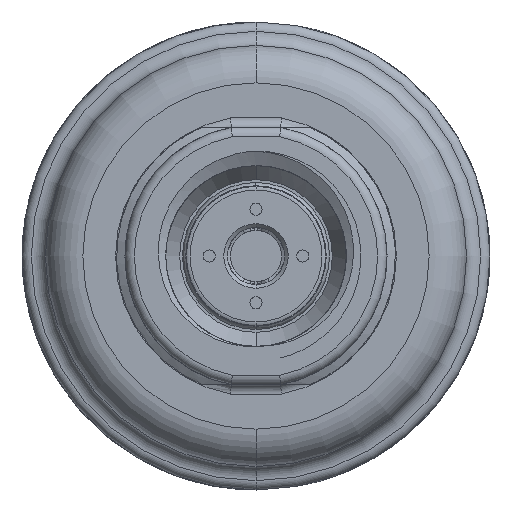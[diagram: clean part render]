
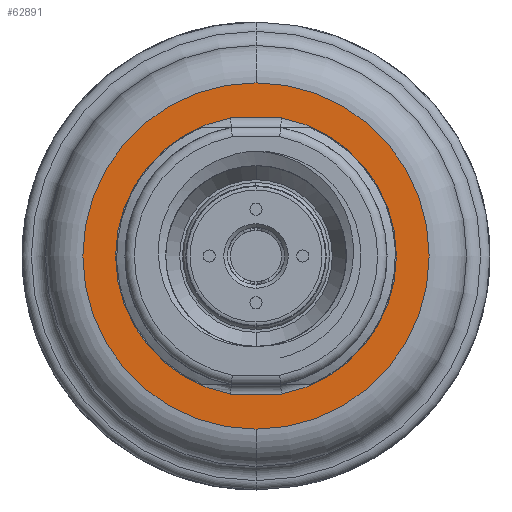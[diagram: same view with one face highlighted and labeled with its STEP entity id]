
A CAD part, front view. The second image highlights one B-rep face of the part: STEP entity #62891.
In plain terms, the highlighted planar face has unit normal (0, -1, 0).
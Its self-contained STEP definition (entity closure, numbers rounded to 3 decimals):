
#38664=CARTESIAN_POINT('',(0.,-3.,0.));
#38665=DIRECTION('',(0.,-1.,0.));
#38666=DIRECTION('',(-0.182,0.,0.983));
#38667=AXIS2_PLACEMENT_3D('',#38664,#38665,#38666);
#38669=DIRECTION('',(1.,0.,0.));
#38670=VECTOR('',#38669,5.454);
#38671=CARTESIAN_POINT('',(-2.727,-3.,-14.75));
#38672=LINE('',#38671,#38670);
#38673=CARTESIAN_POINT('',(0.,-3.,0.));
#38674=DIRECTION('',(0.,-1.,0.));
#38675=DIRECTION('',(0.182,0.,-0.983));
#38676=AXIS2_PLACEMENT_3D('',#38673,#38674,#38675);
#38678=DIRECTION('',(-1.,0.,0.));
#38679=VECTOR('',#38678,5.454);
#38680=CARTESIAN_POINT('',(2.727,-3.,14.75));
#38681=LINE('',#38680,#38679);
#38682=CARTESIAN_POINT('',(0.,-3.,0.));
#38683=DIRECTION('',(0.,-1.,0.));
#38684=DIRECTION('',(0.,0.,-1.));
#38685=AXIS2_PLACEMENT_3D('',#38682,#38683,#38684);
#38687=CARTESIAN_POINT('',(0.,-3.,0.));
#38688=DIRECTION('',(0.,-1.,0.));
#38689=DIRECTION('',(0.,0.,1.));
#38690=AXIS2_PLACEMENT_3D('',#38687,#38688,#38689);
#41864=CARTESIAN_POINT('',(-2.727,-3.,14.75));
#41865=CARTESIAN_POINT('',(-2.727,-3.,-14.75));
#41866=VERTEX_POINT('',#41864);
#41867=VERTEX_POINT('',#41865);
#41872=CARTESIAN_POINT('',(2.727,-3.,-14.75));
#41873=CARTESIAN_POINT('',(2.727,-3.,14.75));
#41874=VERTEX_POINT('',#41872);
#41875=VERTEX_POINT('',#41873);
#42232=CARTESIAN_POINT('',(0.,-3.,-18.5));
#42233=CARTESIAN_POINT('',(0.,-3.,18.5));
#42234=VERTEX_POINT('',#42232);
#42235=VERTEX_POINT('',#42233);
#62872=CARTESIAN_POINT('',(0.,-3.,0.));
#62873=DIRECTION('',(0.,-1.,0.));
#62874=DIRECTION('',(0.,0.,1.));
#62875=AXIS2_PLACEMENT_3D('',#62872,#62873,#62874);
#62876=PLANE('',#62875);
#62878=ORIENTED_EDGE('',*,*,#62877,.F.);
#62880=ORIENTED_EDGE('',*,*,#62879,.F.);
#62881=EDGE_LOOP('',(#62878,#62880));
#62882=FACE_OUTER_BOUND('',#62881,.F.);
#62884=ORIENTED_EDGE('',*,*,#62883,.T.);
#62885=ORIENTED_EDGE('',*,*,#62850,.T.);
#62886=ORIENTED_EDGE('',*,*,#62863,.T.);
#62888=ORIENTED_EDGE('',*,*,#62887,.T.);
#62889=EDGE_LOOP('',(#62884,#62885,#62886,#62888));
#62890=FACE_BOUND('',#62889,.F.);
#62891=ADVANCED_FACE('',(#62882,#62890),#62876,.T.);
#38668=CIRCLE('',#38667,15.);
#38677=CIRCLE('',#38676,15.);
#38686=CIRCLE('',#38685,18.5);
#38691=CIRCLE('',#38690,18.5);
#62850=EDGE_CURVE('',#41867,#41874,#38672,.T.);
#62863=EDGE_CURVE('',#41874,#41875,#38677,.T.);
#62877=EDGE_CURVE('',#42234,#42235,#38686,.T.);
#62879=EDGE_CURVE('',#42235,#42234,#38691,.T.);
#62883=EDGE_CURVE('',#41866,#41867,#38668,.T.);
#62887=EDGE_CURVE('',#41875,#41866,#38681,.T.);
